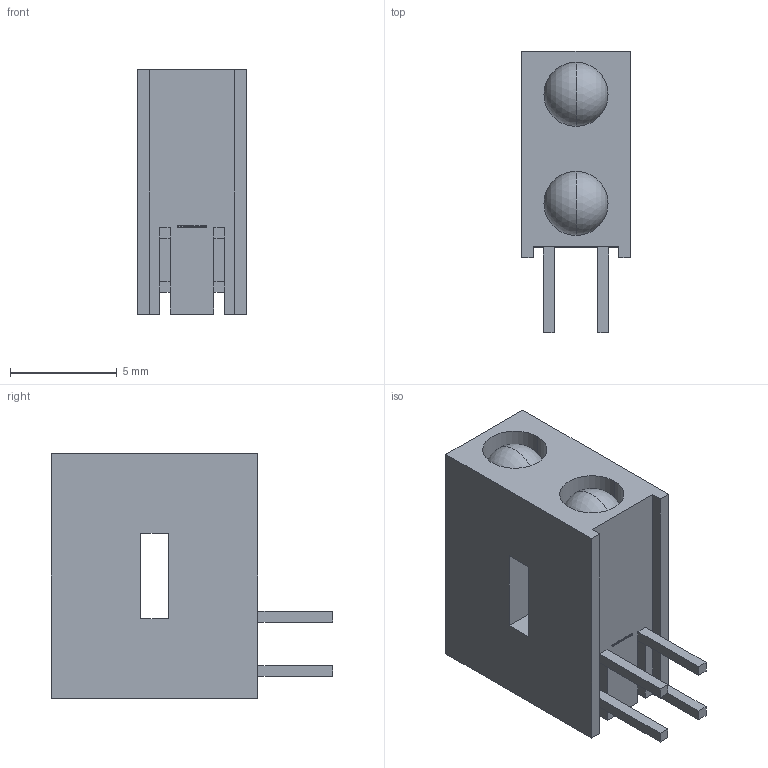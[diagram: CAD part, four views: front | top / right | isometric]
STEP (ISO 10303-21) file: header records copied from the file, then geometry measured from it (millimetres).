
FILE_DESCRIPTION (( 'STEP AP214' ), '1' );
FILE_NAME ('XQL2Lxx11.STEP', '2015-09-08T19:33:20', ( '' ), ( '' ), 'SwSTEP 2.0', 'SolidWorks 2012', '' );
FILE_SCHEMA (( 'AUTOMOTIVE_DESIGN' ));
Length unit declared in the file: millimetre
Products named in the file (1): XQL2Lxx11
Bounding box: 5.08 x 13.15 x 11.43 mm (x, y, z)
Volume: 493 mm3; surface area: 620.2 mm2
Topology: 1 solids, 1 shells, 248 faces, 678 edges, 446 vertices
Faces by surface type: plane 170, bspline 68, cylinder 6, sphere 4
Entity records: 10773 total; most frequent: CARTESIAN_POINT 4581, ORIENTED_EDGE 1348, DIRECTION 920, EDGE_CURVE 674, VECTOR 518, LINE 518, VERTEX_POINT 446, EDGE_LOOP 268
